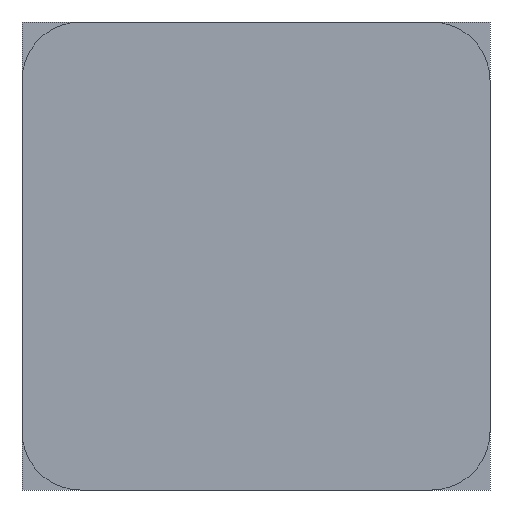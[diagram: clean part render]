
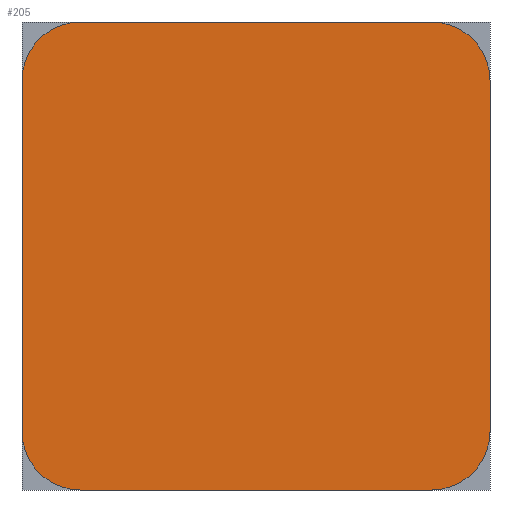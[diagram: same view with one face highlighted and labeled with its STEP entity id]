
A CAD part, front view. The second image highlights one B-rep face of the part: STEP entity #205.
In plain terms, the highlighted planar face has unit normal (0, -1, 0).
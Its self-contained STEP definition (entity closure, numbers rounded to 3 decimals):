
#21 = CIRCLE ( 'NONE', #1015, 10. ) ;
#76 = VERTEX_POINT ( 'NONE', #2176 ) ;
#90 = ORIENTED_EDGE ( 'NONE', *, *, #1845, .T. ) ;
#115 = AXIS2_PLACEMENT_3D ( 'NONE', #1685, #201, #668 ) ;
#156 = EDGE_LOOP ( 'NONE', ( #1556, #1061, #3232, #1516, #2773, #90, #1722, #2029 ) ) ;
#201 = DIRECTION ( 'NONE',  ( 0., -1., 0. ) ) ;
#205 = ADVANCED_FACE ( 'NONE', ( #1621 ), #2912, .T. ) ;
#221 = VECTOR ( 'NONE', #2282, 1000. ) ;
#352 = CARTESIAN_POINT ( 'NONE',  ( -30., -160., 40. ) ) ;
#357 = CIRCLE ( 'NONE', #3075, 10. ) ;
#377 = DIRECTION ( 'NONE',  ( 0., 0., -1. ) ) ;
#378 = CARTESIAN_POINT ( 'NONE',  ( 30., -160., -30. ) ) ;
#441 = LINE ( 'NONE', #1904, #1652 ) ;
#509 = EDGE_CURVE ( 'NONE', #2748, #1225, #21, .T. ) ;
#601 = EDGE_CURVE ( 'NONE', #76, #2748, #2014, .T. ) ;
#630 = CARTESIAN_POINT ( 'NONE',  ( -30., -160., -40. ) ) ;
#668 = DIRECTION ( 'NONE',  ( 0., 0., -1. ) ) ;
#684 = EDGE_CURVE ( 'NONE', #791, #2642, #2410, .T. ) ;
#791 = VERTEX_POINT ( 'NONE', #1716 ) ;
#856 = DIRECTION ( 'NONE',  ( 0., 0., -1. ) ) ;
#870 = DIRECTION ( 'NONE',  ( 0., -1., 0. ) ) ;
#1015 = AXIS2_PLACEMENT_3D ( 'NONE', #2354, #870, #856 ) ;
#1061 = ORIENTED_EDGE ( 'NONE', *, *, #1062, .T. ) ;
#1062 = EDGE_CURVE ( 'NONE', #2193, #76, #357, .T. ) ;
#1110 = LINE ( 'NONE', #3099, #221 ) ;
#1225 = VERTEX_POINT ( 'NONE', #630 ) ;
#1353 = VECTOR ( 'NONE', #377, 1000. ) ;
#1388 = CARTESIAN_POINT ( 'NONE',  ( 0., -160., 0. ) ) ;
#1412 = DIRECTION ( 'NONE',  ( 0., -1., 0. ) ) ;
#1516 = ORIENTED_EDGE ( 'NONE', *, *, #509, .T. ) ;
#1556 = ORIENTED_EDGE ( 'NONE', *, *, #1625, .T. ) ;
#1621 = FACE_OUTER_BOUND ( 'NONE', #156, .T. ) ;
#1625 = EDGE_CURVE ( 'NONE', #2642, #2193, #2426, .T. ) ;
#1652 = VECTOR ( 'NONE', #2179, 1000. ) ;
#1685 = CARTESIAN_POINT ( 'NONE',  ( 30., -160., 30. ) ) ;
#1716 = CARTESIAN_POINT ( 'NONE',  ( 40., -160., 30. ) ) ;
#1722 = ORIENTED_EDGE ( 'NONE', *, *, #2101, .T. ) ;
#1739 = DIRECTION ( 'NONE',  ( 0., -1., 0. ) ) ;
#1845 = EDGE_CURVE ( 'NONE', #2799, #2865, #2130, .T. ) ;
#1904 = CARTESIAN_POINT ( 'NONE',  ( -40., -160., -40. ) ) ;
#1932 = EDGE_CURVE ( 'NONE', #1225, #2799, #441, .T. ) ;
#2014 = LINE ( 'NONE', #2151, #1353 ) ;
#2029 = ORIENTED_EDGE ( 'NONE', *, *, #684, .T. ) ;
#2052 = DIRECTION ( 'NONE',  ( -1., 0., 0. ) ) ;
#2101 = EDGE_CURVE ( 'NONE', #2865, #791, #1110, .T. ) ;
#2130 = CIRCLE ( 'NONE', #3133, 10. ) ;
#2151 = CARTESIAN_POINT ( 'NONE',  ( -40., -160., 40. ) ) ;
#2159 = DIRECTION ( 'NONE',  ( 0., 0., -1. ) ) ;
#2176 = CARTESIAN_POINT ( 'NONE',  ( -40., -160., 30. ) ) ;
#2179 = DIRECTION ( 'NONE',  ( 1., 0., 0. ) ) ;
#2189 = AXIS2_PLACEMENT_3D ( 'NONE', #1388, #1412, #2159 ) ;
#2193 = VERTEX_POINT ( 'NONE', #352 ) ;
#2245 = CARTESIAN_POINT ( 'NONE',  ( -40., -160., -30. ) ) ;
#2282 = DIRECTION ( 'NONE',  ( 0., 0., 1. ) ) ;
#2354 = CARTESIAN_POINT ( 'NONE',  ( -30., -160., -30. ) ) ;
#2356 = DIRECTION ( 'NONE',  ( 0., -1., 0. ) ) ;
#2410 = CIRCLE ( 'NONE', #115, 10. ) ;
#2426 = LINE ( 'NONE', #2877, #2713 ) ;
#2528 = CARTESIAN_POINT ( 'NONE',  ( -30., -160., 30. ) ) ;
#2642 = VERTEX_POINT ( 'NONE', #2712 ) ;
#2712 = CARTESIAN_POINT ( 'NONE',  ( 30., -160., 40. ) ) ;
#2713 = VECTOR ( 'NONE', #2052, 1000. ) ;
#2748 = VERTEX_POINT ( 'NONE', #2245 ) ;
#2773 = ORIENTED_EDGE ( 'NONE', *, *, #1932, .T. ) ;
#2799 = VERTEX_POINT ( 'NONE', #2978 ) ;
#2865 = VERTEX_POINT ( 'NONE', #2999 ) ;
#2877 = CARTESIAN_POINT ( 'NONE',  ( 40., -160., 40. ) ) ;
#2912 = PLANE ( 'NONE',  #2189 ) ;
#2932 = DIRECTION ( 'NONE',  ( 0., 0., -1. ) ) ;
#2978 = CARTESIAN_POINT ( 'NONE',  ( 30., -160., -40. ) ) ;
#2999 = CARTESIAN_POINT ( 'NONE',  ( 40., -160., -30. ) ) ;
#3054 = DIRECTION ( 'NONE',  ( 0., 0., -1. ) ) ;
#3075 = AXIS2_PLACEMENT_3D ( 'NONE', #2528, #1739, #3054 ) ;
#3099 = CARTESIAN_POINT ( 'NONE',  ( 40., -160., -40. ) ) ;
#3133 = AXIS2_PLACEMENT_3D ( 'NONE', #378, #2356, #2932 ) ;
#3232 = ORIENTED_EDGE ( 'NONE', *, *, #601, .T. ) ;
